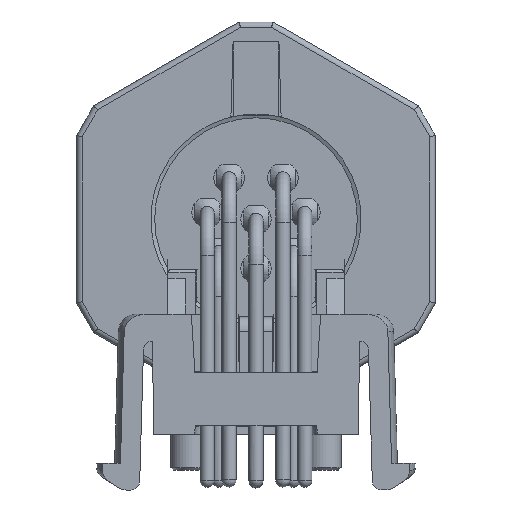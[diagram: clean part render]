
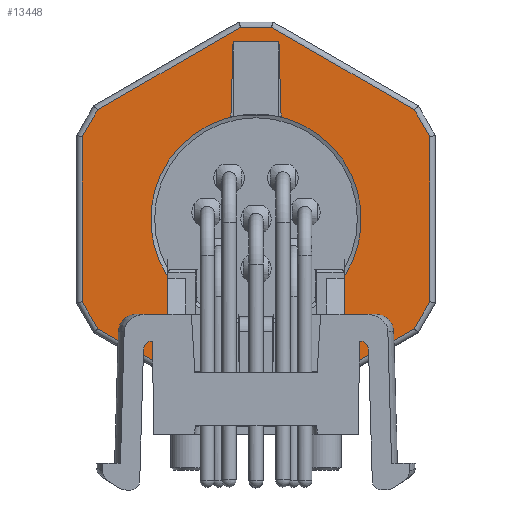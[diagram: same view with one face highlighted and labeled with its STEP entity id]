
A CAD part, left-side view. The second image highlights one B-rep face of the part: STEP entity #13448.
In plain terms, the highlighted planar face has unit normal (-1, 0, 0).
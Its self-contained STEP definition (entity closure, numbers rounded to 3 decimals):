
#552=LINE('',#19678,#1781);
#553=LINE('',#19681,#1782);
#554=LINE('',#19683,#1783);
#555=LINE('',#19685,#1784);
#556=LINE('',#19687,#1785);
#557=LINE('',#19689,#1786);
#558=LINE('',#19691,#1787);
#559=LINE('',#19693,#1788);
#560=LINE('',#19695,#1789);
#561=LINE('',#19697,#1790);
#562=LINE('',#19699,#1791);
#563=LINE('',#19701,#1792);
#564=LINE('',#19703,#1793);
#565=LINE('',#19707,#1794);
#566=LINE('',#19709,#1795);
#567=LINE('',#19711,#1796);
#1781=VECTOR('',#15992,1000.);
#1782=VECTOR('',#15993,1000.);
#1783=VECTOR('',#15994,1000.);
#1784=VECTOR('',#15995,1000.);
#1785=VECTOR('',#15996,1000.);
#1786=VECTOR('',#15997,1000.);
#1787=VECTOR('',#15998,1000.);
#1788=VECTOR('',#15999,1000.);
#1789=VECTOR('',#16000,1000.);
#1790=VECTOR('',#16001,1000.);
#1791=VECTOR('',#16002,1000.);
#1792=VECTOR('',#16003,1000.);
#1793=VECTOR('',#16004,1000.);
#1794=VECTOR('',#16007,1000.);
#1795=VECTOR('',#16008,1000.);
#1796=VECTOR('',#16009,1000.);
#3050=PLANE('',#14491);
#3782=ORIENTED_EDGE('',*,*,#7565,.F.);
#3783=ORIENTED_EDGE('',*,*,#7566,.T.);
#3784=ORIENTED_EDGE('',*,*,#7567,.T.);
#3785=ORIENTED_EDGE('',*,*,#7568,.T.);
#3786=ORIENTED_EDGE('',*,*,#7569,.T.);
#3787=ORIENTED_EDGE('',*,*,#7570,.T.);
#3788=ORIENTED_EDGE('',*,*,#7571,.T.);
#3789=ORIENTED_EDGE('',*,*,#7572,.T.);
#3790=ORIENTED_EDGE('',*,*,#7573,.T.);
#3791=ORIENTED_EDGE('',*,*,#7574,.T.);
#3792=ORIENTED_EDGE('',*,*,#7575,.T.);
#3793=ORIENTED_EDGE('',*,*,#7576,.T.);
#3794=ORIENTED_EDGE('',*,*,#7577,.T.);
#3795=ORIENTED_EDGE('',*,*,#7578,.T.);
#3796=ORIENTED_EDGE('',*,*,#7579,.T.);
#3797=ORIENTED_EDGE('',*,*,#7580,.F.);
#3798=ORIENTED_EDGE('',*,*,#7581,.F.);
#3799=ORIENTED_EDGE('',*,*,#7582,.T.);
#7565=EDGE_CURVE('',#9502,#9503,#552,.T.);
#7566=EDGE_CURVE('',#9502,#9504,#553,.F.);
#7567=EDGE_CURVE('',#9504,#9505,#554,.F.);
#7568=EDGE_CURVE('',#9505,#9506,#555,.F.);
#7569=EDGE_CURVE('',#9506,#9507,#556,.F.);
#7570=EDGE_CURVE('',#9507,#9508,#557,.F.);
#7571=EDGE_CURVE('',#9508,#9509,#558,.F.);
#7572=EDGE_CURVE('',#9509,#9510,#559,.F.);
#7573=EDGE_CURVE('',#9510,#9511,#560,.F.);
#7574=EDGE_CURVE('',#9511,#9512,#561,.F.);
#7575=EDGE_CURVE('',#9512,#9513,#562,.F.);
#7576=EDGE_CURVE('',#9513,#9514,#563,.F.);
#7577=EDGE_CURVE('',#9514,#9515,#564,.T.);
#7578=EDGE_CURVE('',#9515,#9516,#10815,.T.);
#7579=EDGE_CURVE('',#9516,#9517,#565,.T.);
#7580=EDGE_CURVE('',#9518,#9517,#566,.T.);
#7581=EDGE_CURVE('',#9519,#9518,#567,.T.);
#7582=EDGE_CURVE('',#9519,#9503,#10816,.T.);
#9502=VERTEX_POINT('',#19679);
#9503=VERTEX_POINT('',#19680);
#9504=VERTEX_POINT('',#19682);
#9505=VERTEX_POINT('',#19684);
#9506=VERTEX_POINT('',#19686);
#9507=VERTEX_POINT('',#19688);
#9508=VERTEX_POINT('',#19690);
#9509=VERTEX_POINT('',#19692);
#9510=VERTEX_POINT('',#19694);
#9511=VERTEX_POINT('',#19696);
#9512=VERTEX_POINT('',#19698);
#9513=VERTEX_POINT('',#19700);
#9514=VERTEX_POINT('',#19702);
#9515=VERTEX_POINT('',#19704);
#9516=VERTEX_POINT('',#19706);
#9517=VERTEX_POINT('',#19708);
#9518=VERTEX_POINT('',#19710);
#9519=VERTEX_POINT('',#19712);
#10815=CIRCLE('',#14492,5.87);
#10816=CIRCLE('',#14493,5.87);
#11296=EDGE_LOOP('',(#3782,#3783,#3784,#3785,#3786,#3787,#3788,#3789,#3790,
#3791,#3792,#3793,#3794,#3795,#3796,#3797,#3798,#3799));
#12302=FACE_BOUND('',#11296,.T.);
#13448=ADVANCED_FACE('',(#12302),#3050,.F.);
#14491=AXIS2_PLACEMENT_3D('',#19677,#15990,#15991);
#14492=AXIS2_PLACEMENT_3D('',#19705,#16005,#16006);
#14493=AXIS2_PLACEMENT_3D('',#19713,#16010,#16011);
#15990=DIRECTION('',(1.,0.,0.));
#15991=DIRECTION('',(0.,0.,-1.));
#15992=DIRECTION('',(0.,1.,0.));
#15993=DIRECTION('',(0.,-0.5,-0.866));
#15994=DIRECTION('',(0.,-0.866,-0.5));
#15995=DIRECTION('',(0.,-1.,0.));
#15996=DIRECTION('',(0.,-0.866,0.5));
#15997=DIRECTION('',(0.,-0.5,0.866));
#15998=DIRECTION('',(0.,0.,1.));
#15999=DIRECTION('',(0.,0.5,0.866));
#16000=DIRECTION('',(0.,0.866,0.5));
#16001=DIRECTION('',(0.,1.,0.));
#16002=DIRECTION('',(0.,0.866,-0.5));
#16003=DIRECTION('',(0.,0.5,-0.866));
#16004=DIRECTION('',(0.,1.,0.));
#16005=DIRECTION('',(1.,0.,0.));
#16006=DIRECTION('',(0.,0.,-1.));
#16007=DIRECTION('',(0.,1.,0.));
#16008=DIRECTION('',(0.,0.,-1.));
#16009=DIRECTION('',(0.,1.,0.));
#16010=DIRECTION('',(1.,0.,0.));
#16011=DIRECTION('',(0.,0.,-1.));
#19677=CARTESIAN_POINT('',(-1.5,0.,0.));
#19678=CARTESIAN_POINT('',(-1.5,-10.,4.93));
#19679=CARTESIAN_POINT('',(-1.5,-8.354,4.93));
#19680=CARTESIAN_POINT('',(-1.5,-3.186,4.93));
#19681=CARTESIAN_POINT('',(-1.5,-8.4,4.85));
#19682=CARTESIAN_POINT('',(-1.5,-6.101,8.833));
#19683=CARTESIAN_POINT('',(-1.5,-5.35,9.266));
#19684=CARTESIAN_POINT('',(-1.5,-4.599,9.7));
#19685=CARTESIAN_POINT('',(-1.5,0.,9.7));
#19686=CARTESIAN_POINT('',(-1.5,4.599,9.7));
#19687=CARTESIAN_POINT('',(-1.5,5.35,9.266));
#19688=CARTESIAN_POINT('',(-1.5,6.101,8.833));
#19689=CARTESIAN_POINT('',(-1.5,8.4,4.85));
#19690=CARTESIAN_POINT('',(-1.5,10.7,0.867));
#19691=CARTESIAN_POINT('',(-1.5,10.7,0.));
#19692=CARTESIAN_POINT('',(-1.5,10.7,-0.867));
#19693=CARTESIAN_POINT('',(-1.5,8.4,-4.85));
#19694=CARTESIAN_POINT('',(-1.5,6.101,-8.833));
#19695=CARTESIAN_POINT('',(-1.5,5.35,-9.266));
#19696=CARTESIAN_POINT('',(-1.5,4.599,-9.7));
#19697=CARTESIAN_POINT('',(-1.5,0.,-9.7));
#19698=CARTESIAN_POINT('',(-1.5,-4.599,-9.7));
#19699=CARTESIAN_POINT('',(-1.5,-5.35,-9.266));
#19700=CARTESIAN_POINT('',(-1.5,-6.101,-8.833));
#19701=CARTESIAN_POINT('',(-1.5,-8.4,-4.85));
#19702=CARTESIAN_POINT('',(-1.5,-8.354,-4.93));
#19703=CARTESIAN_POINT('',(-1.5,-10.,-4.93));
#19704=CARTESIAN_POINT('',(-1.5,-3.186,-4.93));
#19705=CARTESIAN_POINT('',(-1.5,0.,0.));
#19706=CARTESIAN_POINT('',(-1.5,5.815,-0.8));
#19707=CARTESIAN_POINT('',(-1.5,5.701,-0.8));
#19708=CARTESIAN_POINT('',(-1.5,9.918,-0.8));
#19709=CARTESIAN_POINT('',(-1.5,9.918,1.2));
#19710=CARTESIAN_POINT('',(-1.5,9.918,0.8));
#19711=CARTESIAN_POINT('',(-1.5,5.701,0.8));
#19712=CARTESIAN_POINT('',(-1.5,5.815,0.8));
#19713=CARTESIAN_POINT('',(-1.5,0.,0.));
